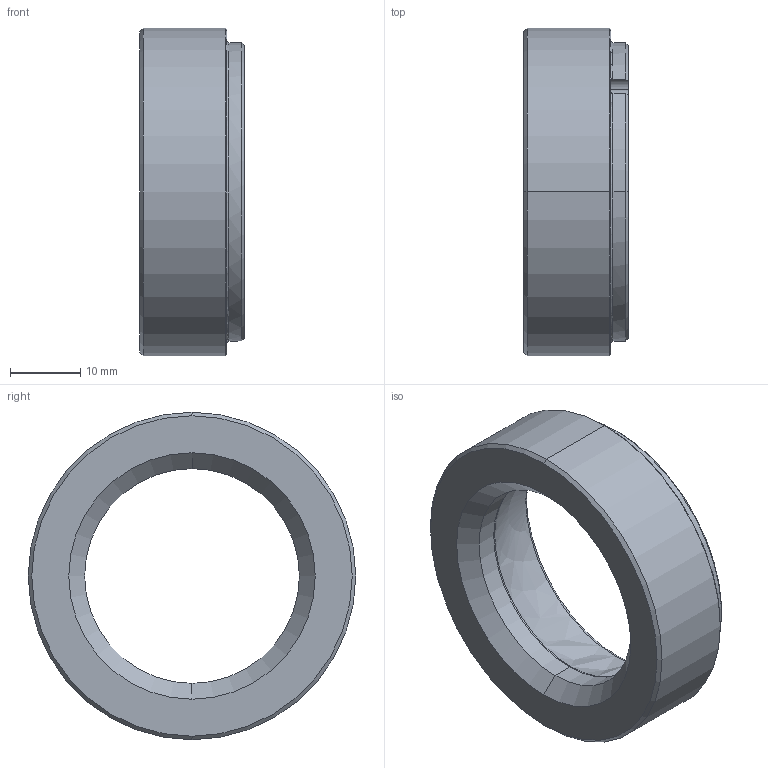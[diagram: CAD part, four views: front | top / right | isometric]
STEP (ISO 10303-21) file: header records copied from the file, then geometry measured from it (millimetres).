
FILE_DESCRIPTION (( 'STEP AP203' ), '1' );
FILE_NAME ('rotule basse.step', '2008-05-08T08:17:10', ( '' ), ( '' ), 'SwStep 1.0', 'SolidWorks 1998124', '' );
FILE_SCHEMA (( 'CONFIG_CONTROL_DESIGN' ));
Length unit declared in the file: metre
Products named in the file (1): 1
Bounding box: 14.9 x 46.5 x 46.5 mm (x, y, z)
Volume: 11559.4 mm3; surface area: 5164.8 mm2
Topology: 1 solids, 1 shells, 27 faces, 62 edges, 38 vertices
Faces by surface type: cone 9, cylinder 8, torus 6, plane 3, sphere 1
Entity records: 816 total; most frequent: DIRECTION 152, CARTESIAN_POINT 141, ORIENTED_EDGE 120, AXIS2_PLACEMENT_3D 68, EDGE_CURVE 60, CIRCLE 40, VERTEX_POINT 37, EDGE_LOOP 31
